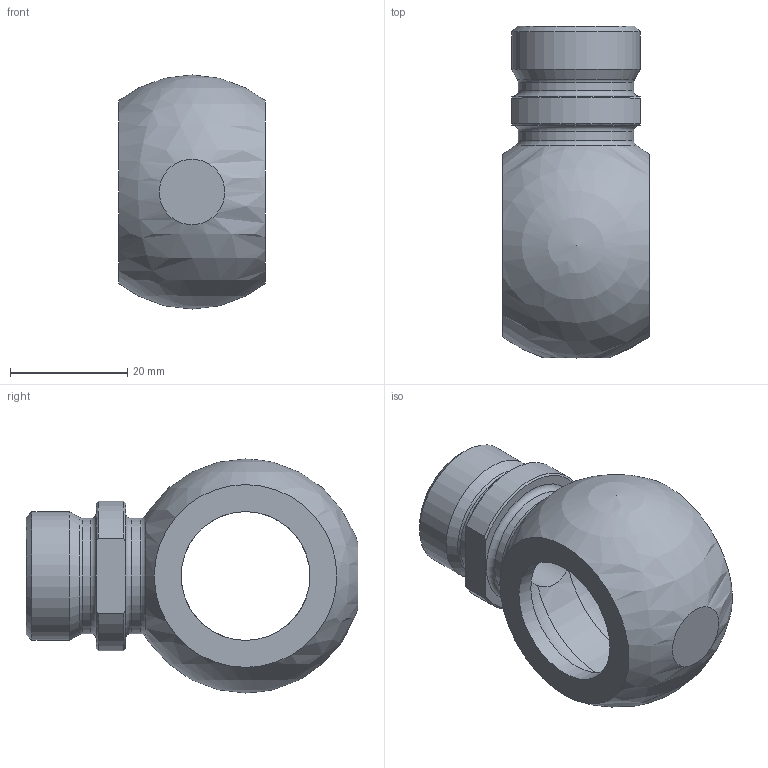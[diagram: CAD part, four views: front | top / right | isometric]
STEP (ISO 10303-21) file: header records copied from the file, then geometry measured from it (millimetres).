
FILE_DESCRIPTION((''),'2;1');
FILE_NAME('74744015.stp','2014-10-29T14:41:47',(''),('KNOMI spol. s r. o.'),'Autodesk Inventor 2012','Autodesk Inventor 2012','');
FILE_SCHEMA(('AUTOMOTIVE_DESIGN { 1 2 10303 214 0 1 1 1 }'));
Length unit declared in the file: millimetre
Products named in the file (1): Oko st.příp.OK D22/M22 Tr15
Bounding box: 25 x 56.7 x 40 mm (x, y, z)
Volume: 15128.2 mm3; surface area: 8893.5 mm2
Topology: 1 solids, 1 shells, 33 faces, 78 edges, 51 vertices
Faces by surface type: cylinder 10, plane 9, cone 7, torus 6, sphere 1
Full cylindrical faces by diameter (mm): 12 x1, 15 x1, 19.7 x2, 22 x3
Entity records: 853 total; most frequent: CARTESIAN_POINT 185, DIRECTION 140, ORIENTED_EDGE 104, AXIS2_PLACEMENT_3D 66, EDGE_LOOP 58, EDGE_CURVE 52, VERTEX_POINT 42, FACE_OUTER_BOUND 33
